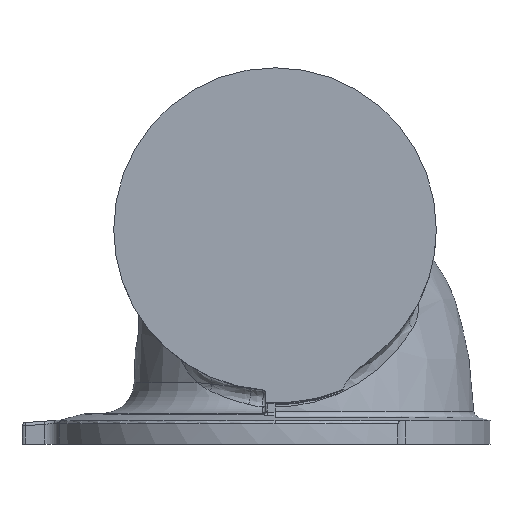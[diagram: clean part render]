
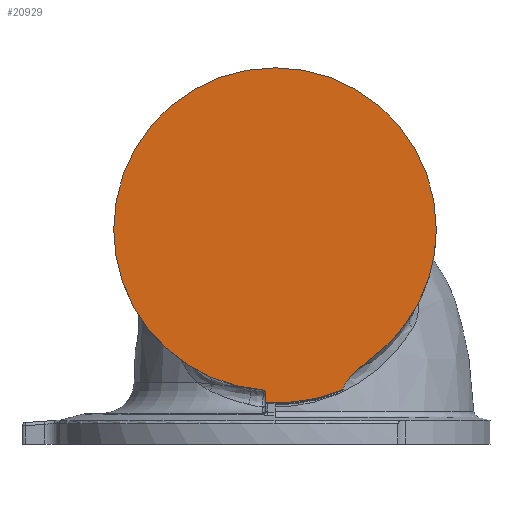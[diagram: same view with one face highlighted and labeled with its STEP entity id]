
A CAD part, left-side view. The second image highlights one B-rep face of the part: STEP entity #20929.
In plain terms, the highlighted planar face has unit normal (-1, 0, 0).
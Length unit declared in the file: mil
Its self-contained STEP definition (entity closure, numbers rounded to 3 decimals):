
#172 = VERTEX_POINT ( 'NONE', #27002 ) ;
#250 = DIRECTION ( 'NONE',  ( 0., -1., 0. ) ) ;
#507 = CARTESIAN_POINT ( 'NONE',  ( -2311.024, -927.828, 5631.876 ) ) ;
#674 = CARTESIAN_POINT ( 'NONE',  ( -2311.024, -1130.039, 5820.16 ) ) ;
#839 = CARTESIAN_POINT ( 'NONE',  ( -2311.024, -887.357, 5577.364 ) ) ;
#1057 = AXIS2_PLACEMENT_3D ( 'NONE', #17908, #12621, #250 ) ;
#1800 = VERTEX_POINT ( 'NONE', #19596 ) ;
#1976 = ORIENTED_EDGE ( 'NONE', *, *, #21710, .T. ) ;
#2329 = EDGE_CURVE ( 'NONE', #3471, #1800, #16609, .T. ) ;
#2508 = PLANE ( 'NONE',  #2613 ) ;
#2613 = AXIS2_PLACEMENT_3D ( 'NONE', #17529, #18359, #17860 ) ;
#3156 = EDGE_CURVE ( 'NONE', #26596, #172, #28180, .T. ) ;
#3471 = VERTEX_POINT ( 'NONE', #29169 ) ;
#3783 = EDGE_CURVE ( 'NONE', #26596, #5093, #24622, .T. ) ;
#3978 = AXIS2_PLACEMENT_3D ( 'NONE', #27305, #32409, #9822 ) ;
#5093 = VERTEX_POINT ( 'NONE', #30080 ) ;
#5643 = CARTESIAN_POINT ( 'NONE',  ( -2311.024, -899.973, 5595.537 ) ) ;
#5812 = CIRCLE ( 'NONE', #1057, 2007.874 ) ;
#6731 = EDGE_CURVE ( 'NONE', #1800, #5093, #20702, .T. ) ;
#6980 = B_SPLINE_CURVE_WITH_KNOTS ( 'NONE', 3,
 ( #20972, #13371, #23445, #30699, #839, #31022, #11054, #8258, #13699, #25592, #18487, #5643, #13207, #507, #23770, #21134, #31187, #26236, #8419, #23289, #20654, #11225, #28551, #21304, #8093, #31342, #8743, #18332, #16005, #674, #26077 ),
 .UNSPECIFIED., .F., .F.,
 ( 4, 1, 1, 1, 1, 1, 1, 1, 2, 2, 1, 1, 1, 1, 1, 1, 2, 2, 1, 1, 2, 2, 4 ),
 ( 0., 0.125, 0.188, 0.219, 0.234, 0.242, 0.246, 0.248, 0.249, 0.25, 0.375, 0.438, 0.469, 0.484, 0.492, 0.496, 0.498, 0.5, 0.625, 0.688, 0.719, 0.75, 1. ),
 .UNSPECIFIED. ) ;
#7639 = VECTOR ( 'NONE', #27579, 39370.079 ) ;
#8093 = CARTESIAN_POINT ( 'NONE',  ( -2311.024, -1039.678, 5745.118 ) ) ;
#8258 = CARTESIAN_POINT ( 'NONE',  ( -2311.024, -898.382, 5593.325 ) ) ;
#8419 = CARTESIAN_POINT ( 'NONE',  ( -2311.024, -976.968, 5685.189 ) ) ;
#8642 = DIRECTION ( 'NONE',  ( 0., -1., 0. ) ) ;
#8743 = CARTESIAN_POINT ( 'NONE',  ( -2311.024, -1059.082, 5762.071 ) ) ;
#9822 = DIRECTION ( 'NONE',  ( 0., -1., 0. ) ) ;
#9951 = FACE_OUTER_BOUND ( 'NONE', #29621, .T. ) ;
#11054 = CARTESIAN_POINT ( 'NONE',  ( -2311.024, -896.735, 5591.013 ) ) ;
#11225 = CARTESIAN_POINT ( 'NONE',  ( -2311.024, -978.498, 5686.751 ) ) ;
#12621 = DIRECTION ( 'NONE',  ( -1., 0., 0. ) ) ;
#12699 = DIRECTION ( 'NONE',  ( 0., -1., 0. ) ) ;
#13207 = CARTESIAN_POINT ( 'NONE',  ( -2311.024, -910.306, 5609.827 ) ) ;
#13371 = CARTESIAN_POINT ( 'NONE',  ( -2311.024, -851.335, 5501.7 ) ) ;
#13699 = CARTESIAN_POINT ( 'NONE',  ( -2311.024, -899.215, 5594.485 ) ) ;
#13984 = AXIS2_PLACEMENT_3D ( 'NONE', #17649, #15318, #12699 ) ;
#15318 = DIRECTION ( 'NONE',  ( -1., 0., 0. ) ) ;
#16005 = CARTESIAN_POINT ( 'NONE',  ( -2311.024, -1098.343, 5795.47 ) ) ;
#16455 = AXIS2_PLACEMENT_3D ( 'NONE', #27124, #29757, #26966 ) ;
#16609 = CIRCLE ( 'NONE', #13984, 2007.874 ) ;
#17529 = CARTESIAN_POINT ( 'NONE',  ( -2311.024, 0., 7480.315 ) ) ;
#17649 = CARTESIAN_POINT ( 'NONE',  ( -2311.024, 0., 7480.315 ) ) ;
#17860 = DIRECTION ( 'NONE',  ( 0., 1., 0. ) ) ;
#17908 = CARTESIAN_POINT ( 'NONE',  ( -2311.024, 0., 7480.315 ) ) ;
#18146 = CARTESIAN_POINT ( 'NONE',  ( -2311.024, 118.11, 5316.213 ) ) ;
#18167 = ORIENTED_EDGE ( 'NONE', *, *, #3156, .T. ) ;
#18332 = CARTESIAN_POINT ( 'NONE',  ( -2311.024, -1063.083, 5765.506 ) ) ;
#18359 = DIRECTION ( 'NONE',  ( -1., 0., 0. ) ) ;
#18487 = CARTESIAN_POINT ( 'NONE',  ( -2311.024, -899.813, 5595.315 ) ) ;
#19596 = CARTESIAN_POINT ( 'NONE',  ( -2311.024, 154.452, 5478.39 ) ) ;
#20654 = CARTESIAN_POINT ( 'NONE',  ( -2311.024, -978.211, 5686.458 ) ) ;
#20702 = CIRCLE ( 'NONE', #16455, 39.37 ) ;
#20929 = ADVANCED_FACE ( 'NONE', ( #9951 ), #2508, .T. ) ;
#20972 = CARTESIAN_POINT ( 'NONE',  ( -2311.024, -850.065, 5486.656 ) ) ;
#21134 = CARTESIAN_POINT ( 'NONE',  ( -2311.024, -965.052, 5672.852 ) ) ;
#21304 = CARTESIAN_POINT ( 'NONE',  ( -2311.024, -1013.403, 5721.293 ) ) ;
#21696 = ORIENTED_EDGE ( 'NONE', *, *, #28360, .T. ) ;
#21710 = EDGE_CURVE ( 'NONE', #22545, #30367, #5812, .T. ) ;
#21898 = CARTESIAN_POINT ( 'NONE',  ( -2311.024, -2007.874, 7480.315 ) ) ;
#21995 = CARTESIAN_POINT ( 'NONE',  ( -2311.024, 118.11, 7480.315 ) ) ;
#22545 = VERTEX_POINT ( 'NONE', #29626 ) ;
#23289 = CARTESIAN_POINT ( 'NONE',  ( -2311.024, -977.714, 5685.95 ) ) ;
#23445 = CARTESIAN_POINT ( 'NONE',  ( -2311.024, -858.537, 5526.607 ) ) ;
#23503 = CARTESIAN_POINT ( 'NONE',  ( -2311.024, 0., 7480.315 ) ) ;
#23663 = DIRECTION ( 'NONE',  ( -1., 0., 0. ) ) ;
#23666 = ORIENTED_EDGE ( 'NONE', *, *, #2329, .T. ) ;
#23770 = CARTESIAN_POINT ( 'NONE',  ( -2311.024, -952.019, 5658.966 ) ) ;
#24571 = EDGE_CURVE ( 'NONE', #172, #22545, #6980, .T. ) ;
#24622 = LINE ( 'NONE', #21995, #7639 ) ;
#25572 = CIRCLE ( 'NONE', #3978, 2007.874 ) ;
#25592 = CARTESIAN_POINT ( 'NONE',  ( -2311.024, -899.573, 5594.983 ) ) ;
#26077 = CARTESIAN_POINT ( 'NONE',  ( -2311.024, -1162.088, 5842.905 ) ) ;
#26236 = CARTESIAN_POINT ( 'NONE',  ( -2311.024, -975.237, 5683.416 ) ) ;
#26316 = ORIENTED_EDGE ( 'NONE', *, *, #3783, .F. ) ;
#26596 = VERTEX_POINT ( 'NONE', #18146 ) ;
#26966 = DIRECTION ( 'NONE',  ( 0., -1., 0. ) ) ;
#27002 = CARTESIAN_POINT ( 'NONE',  ( -2311.024, -850.065, 5486.656 ) ) ;
#27124 = CARTESIAN_POINT ( 'NONE',  ( -2311.024, 157.48, 5439.137 ) ) ;
#27305 = CARTESIAN_POINT ( 'NONE',  ( -2311.024, 0., 7480.315 ) ) ;
#27579 = DIRECTION ( 'NONE',  ( 0., 0., 1. ) ) ;
#28180 = CIRCLE ( 'NONE', #29228, 2167.323 ) ;
#28360 = EDGE_CURVE ( 'NONE', #30367, #3471, #25572, .T. ) ;
#28551 = CARTESIAN_POINT ( 'NONE',  ( -2311.024, -992.228, 5700.734 ) ) ;
#29169 = CARTESIAN_POINT ( 'NONE',  ( -2311.024, 2007.874, 7480.315 ) ) ;
#29228 = AXIS2_PLACEMENT_3D ( 'NONE', #23503, #23663, #8642 ) ;
#29621 = EDGE_LOOP ( 'NONE', ( #26316, #18167, #31884, #1976, #21696, #23666, #30158 ) ) ;
#29626 = CARTESIAN_POINT ( 'NONE',  ( -2311.024, -1162.088, 5842.905 ) ) ;
#29757 = DIRECTION ( 'NONE',  ( 1., 0., 0. ) ) ;
#30080 = CARTESIAN_POINT ( 'NONE',  ( -2311.024, 118.11, 5439.137 ) ) ;
#30158 = ORIENTED_EDGE ( 'NONE', *, *, #6731, .T. ) ;
#30367 = VERTEX_POINT ( 'NONE', #21898 ) ;
#30699 = CARTESIAN_POINT ( 'NONE',  ( -2311.024, -876.206, 5559.762 ) ) ;
#31022 = CARTESIAN_POINT ( 'NONE',  ( -2311.024, -893.512, 5586.42 ) ) ;
#31187 = CARTESIAN_POINT ( 'NONE',  ( -2311.024, -971.803, 5679.881 ) ) ;
#31342 = CARTESIAN_POINT ( 'NONE',  ( -2311.024, -1051.276, 5755.294 ) ) ;
#31884 = ORIENTED_EDGE ( 'NONE', *, *, #24571, .T. ) ;
#32409 = DIRECTION ( 'NONE',  ( -1., 0., 0. ) ) ;
